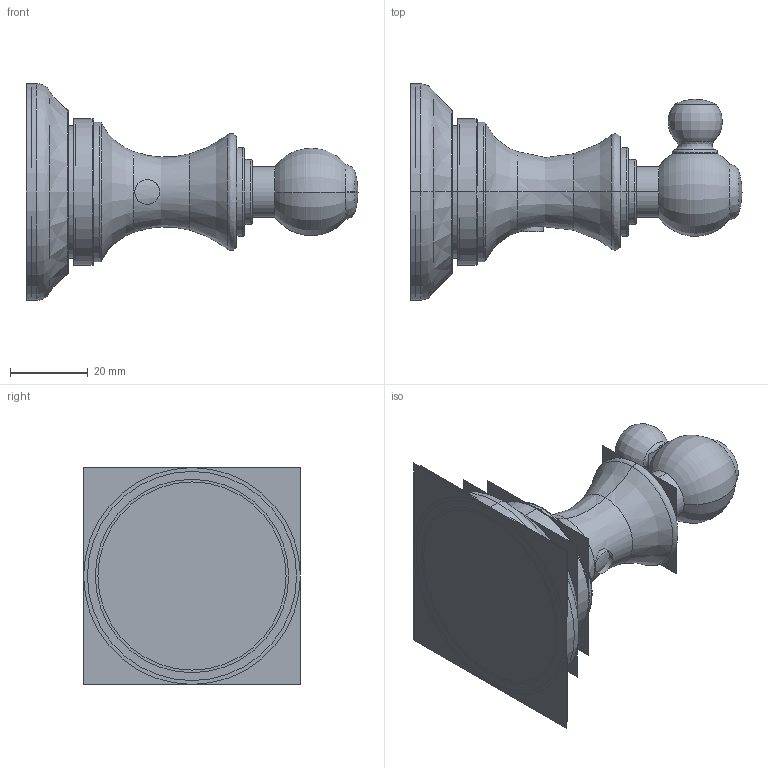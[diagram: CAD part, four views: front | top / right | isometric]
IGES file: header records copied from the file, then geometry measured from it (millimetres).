
Start section:  PTC IGES file: 5610_asm.igs
Global section: file name: 5610_asm.igs; native system: Creo Parametric by PTC Inc.; preprocessor: 2018400; author: jinson.thomas; organization: Unknown; date: 20190809.103738; units: inch
Bounding box: 85.6 x 55.88 x 55.88 mm (x, y, z)
Volume: 35382.8 mm3; surface area: 83059.2 mm2
Topology: 3 solids, 3 shells, 300 faces, 1508 edges, 1915 vertices
Faces by surface type: revolution 200, bspline 100
